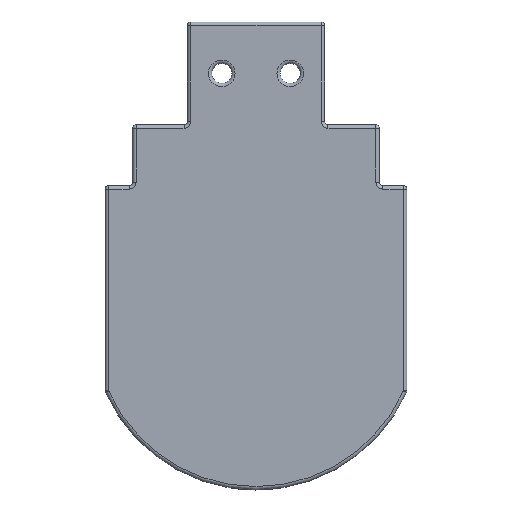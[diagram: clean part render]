
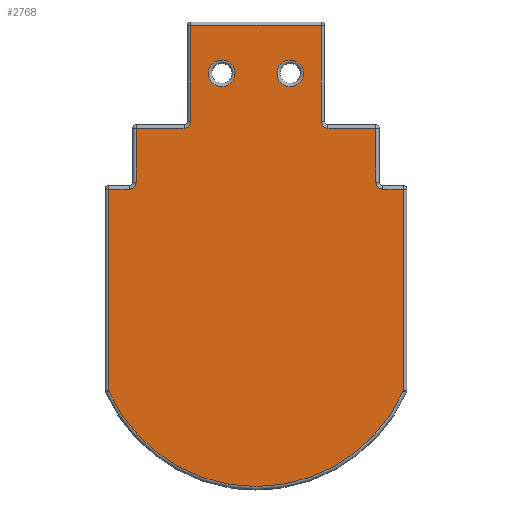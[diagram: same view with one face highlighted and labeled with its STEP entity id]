
A CAD part, front view. The second image highlights one B-rep face of the part: STEP entity #2768.
In plain terms, the highlighted planar face has unit normal (0, -1, 0).
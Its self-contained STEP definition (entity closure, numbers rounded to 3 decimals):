
#225=FACE_BOUND('',#701,.T.);
#226=FACE_BOUND('',#702,.T.);
#240=LINE('',#4295,#360);
#241=LINE('',#4297,#361);
#242=LINE('',#4301,#362);
#243=LINE('',#4303,#363);
#244=LINE('',#4307,#364);
#245=LINE('',#4309,#365);
#246=LINE('',#4311,#366);
#247=LINE('',#4315,#367);
#248=LINE('',#4317,#368);
#249=LINE('',#4321,#369);
#250=LINE('',#4323,#370);
#360=VECTOR('',#3383,10.);
#361=VECTOR('',#3384,10.);
#362=VECTOR('',#3387,10.);
#363=VECTOR('',#3388,10.);
#364=VECTOR('',#3391,10.);
#365=VECTOR('',#3392,10.);
#366=VECTOR('',#3393,10.);
#367=VECTOR('',#3396,10.);
#368=VECTOR('',#3397,10.);
#369=VECTOR('',#3400,10.);
#370=VECTOR('',#3401,10.);
#480=PLANE('',#2978);
#508=FACE_OUTER_BOUND('',#700,.T.);
#700=EDGE_LOOP('',(#1845,#1846,#1847,#1848,#1849,#1850,#1851,#1852,#1853,
#1854,#1855,#1856,#1857,#1858,#1859,#1860));
#701=EDGE_LOOP('',(#1861));
#702=EDGE_LOOP('',(#1862));
#906=CIRCLE('',#2974,1.95);
#910=CIRCLE('',#2979,1.);
#911=CIRCLE('',#2980,1.);
#912=CIRCLE('',#2981,1.);
#913=CIRCLE('',#2982,1.);
#914=CIRCLE('',#2983,23.542);
#915=CIRCLE('',#2984,1.95);
#1143=VERTEX_POINT('',#4285);
#1146=VERTEX_POINT('',#4293);
#1147=VERTEX_POINT('',#4294);
#1148=VERTEX_POINT('',#4296);
#1149=VERTEX_POINT('',#4298);
#1150=VERTEX_POINT('',#4300);
#1151=VERTEX_POINT('',#4302);
#1152=VERTEX_POINT('',#4304);
#1153=VERTEX_POINT('',#4306);
#1154=VERTEX_POINT('',#4308);
#1155=VERTEX_POINT('',#4310);
#1156=VERTEX_POINT('',#4312);
#1157=VERTEX_POINT('',#4314);
#1158=VERTEX_POINT('',#4316);
#1159=VERTEX_POINT('',#4318);
#1160=VERTEX_POINT('',#4320);
#1161=VERTEX_POINT('',#4322);
#1162=VERTEX_POINT('',#4325);
#1397=EDGE_CURVE('',#1143,#1143,#906,.T.);
#1401=EDGE_CURVE('',#1146,#1147,#240,.T.);
#1402=EDGE_CURVE('',#1148,#1146,#241,.T.);
#1403=EDGE_CURVE('',#1149,#1148,#910,.T.);
#1404=EDGE_CURVE('',#1150,#1149,#242,.T.);
#1405=EDGE_CURVE('',#1151,#1150,#243,.T.);
#1406=EDGE_CURVE('',#1152,#1151,#911,.T.);
#1407=EDGE_CURVE('',#1153,#1152,#244,.T.);
#1408=EDGE_CURVE('',#1154,#1153,#245,.T.);
#1409=EDGE_CURVE('',#1155,#1154,#246,.T.);
#1410=EDGE_CURVE('',#1156,#1155,#912,.T.);
#1411=EDGE_CURVE('',#1157,#1156,#247,.T.);
#1412=EDGE_CURVE('',#1158,#1157,#248,.T.);
#1413=EDGE_CURVE('',#1159,#1158,#913,.T.);
#1414=EDGE_CURVE('',#1160,#1159,#249,.T.);
#1415=EDGE_CURVE('',#1161,#1160,#250,.T.);
#1416=EDGE_CURVE('',#1147,#1161,#914,.T.);
#1417=EDGE_CURVE('',#1162,#1162,#915,.T.);
#1845=ORIENTED_EDGE('',*,*,#1401,.F.);
#1846=ORIENTED_EDGE('',*,*,#1402,.F.);
#1847=ORIENTED_EDGE('',*,*,#1403,.F.);
#1848=ORIENTED_EDGE('',*,*,#1404,.F.);
#1849=ORIENTED_EDGE('',*,*,#1405,.F.);
#1850=ORIENTED_EDGE('',*,*,#1406,.F.);
#1851=ORIENTED_EDGE('',*,*,#1407,.F.);
#1852=ORIENTED_EDGE('',*,*,#1408,.F.);
#1853=ORIENTED_EDGE('',*,*,#1409,.F.);
#1854=ORIENTED_EDGE('',*,*,#1410,.F.);
#1855=ORIENTED_EDGE('',*,*,#1411,.F.);
#1856=ORIENTED_EDGE('',*,*,#1412,.F.);
#1857=ORIENTED_EDGE('',*,*,#1413,.F.);
#1858=ORIENTED_EDGE('',*,*,#1414,.F.);
#1859=ORIENTED_EDGE('',*,*,#1415,.F.);
#1860=ORIENTED_EDGE('',*,*,#1416,.F.);
#1861=ORIENTED_EDGE('',*,*,#1417,.F.);
#1862=ORIENTED_EDGE('',*,*,#1397,.F.);
#2768=ADVANCED_FACE('',(#508,#225,#226),#480,.F.);
#2974=AXIS2_PLACEMENT_3D('',#4286,#3373,#3374);
#2978=AXIS2_PLACEMENT_3D('',#4292,#3381,#3382);
#2979=AXIS2_PLACEMENT_3D('',#4299,#3385,#3386);
#2980=AXIS2_PLACEMENT_3D('',#4305,#3389,#3390);
#2981=AXIS2_PLACEMENT_3D('',#4313,#3394,#3395);
#2982=AXIS2_PLACEMENT_3D('',#4319,#3398,#3399);
#2983=AXIS2_PLACEMENT_3D('',#4324,#3402,#3403);
#2984=AXIS2_PLACEMENT_3D('',#4326,#3404,#3405);
#3373=DIRECTION('center_axis',(0.,-1.,0.));
#3374=DIRECTION('ref_axis',(-1.,0.,0.));
#3381=DIRECTION('center_axis',(0.,1.,0.));
#3382=DIRECTION('ref_axis',(1.,0.,0.));
#3383=DIRECTION('',(0.,0.,-1.));
#3384=DIRECTION('',(1.,0.,0.));
#3385=DIRECTION('center_axis',(0.,-1.,0.));
#3386=DIRECTION('ref_axis',(-0.707,0.,-0.707));
#3387=DIRECTION('',(0.,0.,-1.));
#3388=DIRECTION('',(1.,0.,0.));
#3389=DIRECTION('center_axis',(0.,-1.,0.));
#3390=DIRECTION('ref_axis',(-0.707,0.,-0.707));
#3391=DIRECTION('',(0.,0.,-1.));
#3392=DIRECTION('',(1.,0.,0.));
#3393=DIRECTION('',(0.,0.,1.));
#3394=DIRECTION('center_axis',(0.,-1.,0.));
#3395=DIRECTION('ref_axis',(0.707,0.,-0.707));
#3396=DIRECTION('',(1.,0.,0.));
#3397=DIRECTION('',(0.,0.,1.));
#3398=DIRECTION('center_axis',(0.,-1.,0.));
#3399=DIRECTION('ref_axis',(0.707,0.,-0.707));
#3400=DIRECTION('',(1.,0.,0.));
#3401=DIRECTION('',(0.,0.,1.));
#3402=DIRECTION('center_axis',(0.,1.,0.));
#3403=DIRECTION('ref_axis',(0.,0.,-1.));
#3404=DIRECTION('center_axis',(0.,-1.,0.));
#3405=DIRECTION('ref_axis',(1.,0.,0.));
#4285=CARTESIAN_POINT('',(-5.,0.,-372.45));
#4286=CARTESIAN_POINT('Origin',(-5.,0.,-370.5));
#4292=CARTESIAN_POINT('Origin',(0.,0.,-375.25));
#4293=CARTESIAN_POINT('',(21.5,0.,-387.375));
#4294=CARTESIAN_POINT('',(21.5,0.,-416.814));
#4295=CARTESIAN_POINT('',(21.5,0.,-381.062));
#4296=CARTESIAN_POINT('',(18.5,0.,-387.375));
#4297=CARTESIAN_POINT('',(9.,0.,-387.375));
#4298=CARTESIAN_POINT('',(17.5,0.,-386.375));
#4299=CARTESIAN_POINT('Origin',(18.5,0.,-386.375));
#4300=CARTESIAN_POINT('',(17.5,0.,-378.5));
#4301=CARTESIAN_POINT('',(17.5,0.,-376.625));
#4302=CARTESIAN_POINT('',(10.5,0.,-378.5));
#4303=CARTESIAN_POINT('',(5.,0.,-378.5));
#4304=CARTESIAN_POINT('',(9.5,0.,-377.5));
#4305=CARTESIAN_POINT('Origin',(10.5,0.,-377.5));
#4306=CARTESIAN_POINT('',(9.5,0.,-363.5));
#4307=CARTESIAN_POINT('',(9.5,0.,-369.125));
#4308=CARTESIAN_POINT('',(-9.5,0.,-363.5));
#4309=CARTESIAN_POINT('',(-5.,0.,-363.5));
#4310=CARTESIAN_POINT('',(-9.5,0.,-377.5));
#4311=CARTESIAN_POINT('',(-9.5,0.,-376.625));
#4312=CARTESIAN_POINT('',(-10.5,0.,-378.5));
#4313=CARTESIAN_POINT('Origin',(-10.5,0.,-377.5));
#4314=CARTESIAN_POINT('',(-17.5,0.,-378.5));
#4315=CARTESIAN_POINT('',(5.,0.,-378.5));
#4316=CARTESIAN_POINT('',(-17.5,0.,-386.375));
#4317=CARTESIAN_POINT('',(-17.5,0.,-381.062));
#4318=CARTESIAN_POINT('',(-18.5,0.,-387.375));
#4319=CARTESIAN_POINT('Origin',(-18.5,0.,-386.375));
#4320=CARTESIAN_POINT('',(-21.5,0.,-387.375));
#4321=CARTESIAN_POINT('',(-11.,0.,-387.375));
#4322=CARTESIAN_POINT('',(-21.5,0.,-416.814));
#4323=CARTESIAN_POINT('',(-21.5,0.,-396.085));
#4324=CARTESIAN_POINT('Origin',(0.,0.,-407.224));
#4325=CARTESIAN_POINT('',(5.,0.,-372.45));
#4326=CARTESIAN_POINT('Origin',(5.,0.,-370.5));
